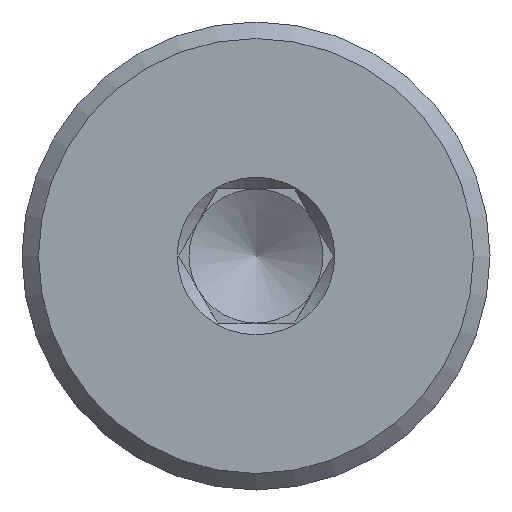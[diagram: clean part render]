
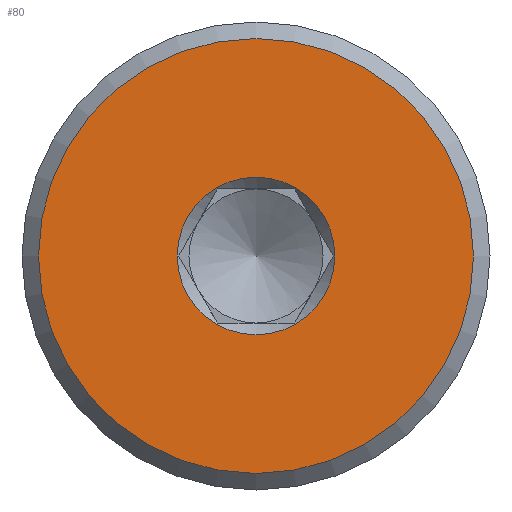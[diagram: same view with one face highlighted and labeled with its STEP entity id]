
A CAD part, left-side view. The second image highlights one B-rep face of the part: STEP entity #80.
In plain terms, the highlighted planar face has unit normal (-1, 0, 0).
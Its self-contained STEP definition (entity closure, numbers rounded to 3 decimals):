
#80 = ADVANCED_FACE( '', ( #184, #185 ), #186, .F. );
#184 = FACE_OUTER_BOUND( '', #392, .T. );
#185 = FACE_BOUND( '', #393, .T. );
#186 = PLANE( '', #394 );
#392 = EDGE_LOOP( '', ( #625 ) );
#393 = EDGE_LOOP( '', ( #626 ) );
#394 = AXIS2_PLACEMENT_3D( '', #627, #628, #629 );
#625 = ORIENTED_EDGE( '', *, *, #1387, .F. );
#626 = ORIENTED_EDGE( '', *, *, #1388, .T. );
#627 = CARTESIAN_POINT( '', ( 0., 0., 0. ) );
#628 = DIRECTION( '', ( 1., 0., 0. ) );
#629 = DIRECTION( '', ( 0., 0., -1. ) );
#1387 = EDGE_CURVE( '', #1643, #1643, #1644, .T. );
#1388 = EDGE_CURVE( '', #1645, #1645, #1646, .T. );
#1643 = VERTEX_POINT( '', #2070 );
#1644 = CIRCLE( '', #2071, 19.476 );
#1645 = VERTEX_POINT( '', #2072 );
#1646 = CIRCLE( '', #2073, 7.059 );
#2070 = CARTESIAN_POINT( '', ( 0., 0., -19.476 ) );
#2071 = AXIS2_PLACEMENT_3D( '', #2697, #2698, #2699 );
#2072 = CARTESIAN_POINT( '', ( 0., 0., -7.059 ) );
#2073 = AXIS2_PLACEMENT_3D( '', #2700, #2701, #2702 );
#2697 = CARTESIAN_POINT( '', ( 0., 0., 0. ) );
#2698 = DIRECTION( '', ( 1., 0., 0. ) );
#2699 = DIRECTION( '', ( 0., 0., -1. ) );
#2700 = CARTESIAN_POINT( '', ( 0., 0., 0. ) );
#2701 = DIRECTION( '', ( 1., 0., 0. ) );
#2702 = DIRECTION( '', ( 0., 0., -1. ) );
